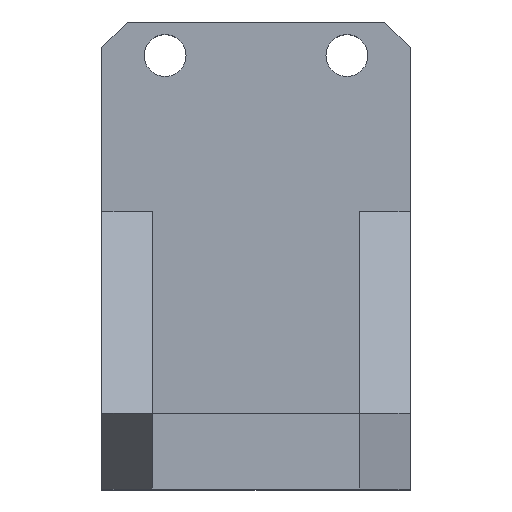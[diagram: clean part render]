
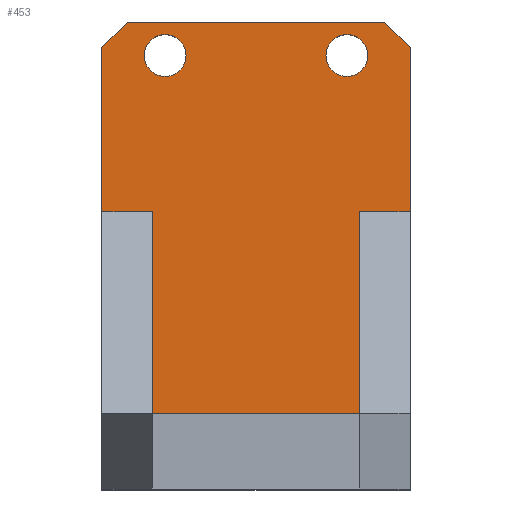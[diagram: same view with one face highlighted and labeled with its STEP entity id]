
A CAD part, top view. The second image highlights one B-rep face of the part: STEP entity #453.
In plain terms, the highlighted planar face has unit normal (0, 0, 1).
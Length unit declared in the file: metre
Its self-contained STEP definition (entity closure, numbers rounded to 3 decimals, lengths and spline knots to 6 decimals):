
#18=CIRCLE('',#492,0.0021);
#19=CIRCLE('',#493,0.0021);
#30=ORIENTED_EDGE('',*,*,#150,.T.);
#31=ORIENTED_EDGE('',*,*,#151,.T.);
#32=ORIENTED_EDGE('',*,*,#152,.F.);
#33=ORIENTED_EDGE('',*,*,#153,.F.);
#34=ORIENTED_EDGE('',*,*,#154,.T.);
#35=ORIENTED_EDGE('',*,*,#155,.T.);
#36=ORIENTED_EDGE('',*,*,#156,.F.);
#37=ORIENTED_EDGE('',*,*,#157,.T.);
#38=ORIENTED_EDGE('',*,*,#158,.T.);
#39=ORIENTED_EDGE('',*,*,#159,.T.);
#40=ORIENTED_EDGE('',*,*,#160,.T.);
#41=ORIENTED_EDGE('',*,*,#161,.F.);
#150=EDGE_CURVE('',#210,#211,#254,.T.);
#151=EDGE_CURVE('',#211,#212,#255,.T.);
#152=EDGE_CURVE('',#213,#212,#256,.T.);
#153=EDGE_CURVE('',#214,#213,#257,.T.);
#154=EDGE_CURVE('',#214,#215,#258,.T.);
#155=EDGE_CURVE('',#215,#216,#259,.T.);
#156=EDGE_CURVE('',#217,#216,#260,.T.);
#157=EDGE_CURVE('',#217,#218,#261,.F.);
#158=EDGE_CURVE('',#218,#219,#262,.T.);
#159=EDGE_CURVE('',#219,#210,#263,.T.);
#160=EDGE_CURVE('',#220,#220,#18,.T.);
#161=EDGE_CURVE('',#221,#221,#19,.T.);
#210=VERTEX_POINT('',#655);
#211=VERTEX_POINT('',#656);
#212=VERTEX_POINT('',#658);
#213=VERTEX_POINT('',#660);
#214=VERTEX_POINT('',#662);
#215=VERTEX_POINT('',#664);
#216=VERTEX_POINT('',#666);
#217=VERTEX_POINT('',#668);
#218=VERTEX_POINT('',#670);
#219=VERTEX_POINT('',#672);
#220=VERTEX_POINT('',#675);
#221=VERTEX_POINT('',#677);
#254=LINE('',#654,#302);
#255=LINE('',#657,#303);
#256=LINE('',#659,#304);
#257=LINE('',#661,#305);
#258=LINE('',#663,#306);
#259=LINE('',#665,#307);
#260=LINE('',#667,#308);
#261=LINE('',#669,#309);
#262=LINE('',#671,#310);
#263=LINE('',#673,#311);
#302=VECTOR('',#532,1.);
#303=VECTOR('',#533,1.);
#304=VECTOR('',#534,1.);
#305=VECTOR('',#535,1.);
#306=VECTOR('',#536,1.);
#307=VECTOR('',#537,1.);
#308=VECTOR('',#538,1.);
#309=VECTOR('',#539,1.);
#310=VECTOR('',#540,1.);
#311=VECTOR('',#541,1.);
#350=EDGE_LOOP('',(#30,#31,#32,#33,#34,#35,#36,#37,#38,#39));
#351=EDGE_LOOP('',(#40));
#352=EDGE_LOOP('',(#41));
#392=FACE_BOUND('',#350,.T.);
#393=FACE_BOUND('',#351,.T.);
#394=FACE_BOUND('',#352,.T.);
#434=PLANE('',#491);
#453=ADVANCED_FACE('',(#392,#393,#394),#434,.F.);
#491=AXIS2_PLACEMENT_3D('',#653,#530,#531);
#492=AXIS2_PLACEMENT_3D('',#674,#542,#543);
#493=AXIS2_PLACEMENT_3D('',#676,#544,#545);
#530=DIRECTION('',(0.,0.,-1.));
#531=DIRECTION('',(-1.,0.,0.));
#532=DIRECTION('',(0.,-1.,0.));
#533=DIRECTION('',(1.,0.,0.));
#534=DIRECTION('',(0.,1.,0.));
#535=DIRECTION('',(-1.,0.,0.));
#536=DIRECTION('',(0.,1.,0.));
#537=DIRECTION('',(1.,0.,0.));
#538=DIRECTION('',(0.,-1.,0.));
#539=DIRECTION('',(0.707,-0.707,0.));
#540=DIRECTION('',(-1.,0.,0.));
#541=DIRECTION('',(-0.707,-0.707,0.));
#542=DIRECTION('',(0.,0.,-1.));
#543=DIRECTION('',(1.,0.,0.));
#544=DIRECTION('',(0.,0.,1.));
#545=DIRECTION('',(1.,0.,0.));
#653=CARTESIAN_POINT('',(0.,0.00494,-0.0302));
#654=CARTESIAN_POINT('',(-0.01548,0.05193,-0.0302));
#655=CARTESIAN_POINT('',(-0.01548,0.04939,-0.0302));
#656=CARTESIAN_POINT('',(-0.01548,0.03288,-0.0302));
#657=CARTESIAN_POINT('',(0.,0.03288,-0.0302));
#658=CARTESIAN_POINT('',(-0.0104,0.03288,-0.0302));
#659=CARTESIAN_POINT('',(-0.0104,0.00494,-0.0302));
#660=CARTESIAN_POINT('',(-0.0104,0.00494,-0.0302));
#661=CARTESIAN_POINT('',(0.,0.00494,-0.0302));
#662=CARTESIAN_POINT('',(0.0104,0.00494,-0.0302));
#663=CARTESIAN_POINT('',(0.0104,0.00494,-0.0302));
#664=CARTESIAN_POINT('',(0.0104,0.03288,-0.0302));
#665=CARTESIAN_POINT('',(0.,0.03288,-0.0302));
#666=CARTESIAN_POINT('',(0.01548,0.03288,-0.0302));
#667=CARTESIAN_POINT('',(0.01548,0.05193,-0.0302));
#668=CARTESIAN_POINT('',(0.01548,0.04939,-0.0302));
#669=CARTESIAN_POINT('',(0.01294,0.05193,-0.0302));
#670=CARTESIAN_POINT('',(0.01294,0.05193,-0.0302));
#671=CARTESIAN_POINT('',(0.,0.05193,-0.0302));
#672=CARTESIAN_POINT('',(-0.01294,0.05193,-0.0302));
#673=CARTESIAN_POINT('',(-0.01294,0.05193,-0.0302));
#674=CARTESIAN_POINT('',(-0.00913,0.04856,-0.0302));
#675=CARTESIAN_POINT('',(-0.00703,0.04856,-0.0302));
#676=CARTESIAN_POINT('',(0.00913,0.04856,-0.0302));
#677=CARTESIAN_POINT('',(0.01123,0.04856,-0.0302));
